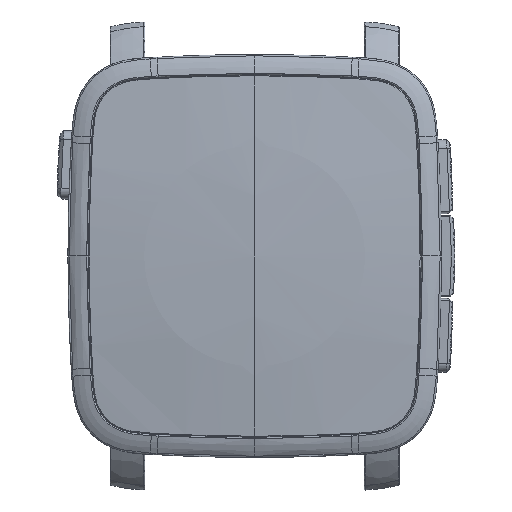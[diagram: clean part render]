
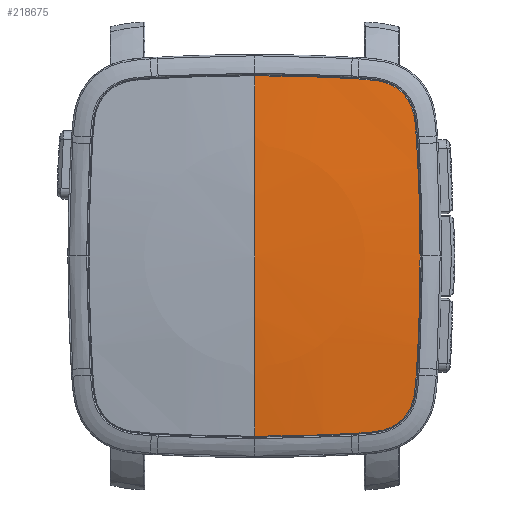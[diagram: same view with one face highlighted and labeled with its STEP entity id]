
A CAD part, front view. The second image highlights one B-rep face of the part: STEP entity #218675.
In plain terms, the highlighted spherical face has radius 170.964 mm.
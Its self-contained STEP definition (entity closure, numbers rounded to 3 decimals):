
#217875=CARTESIAN_POINT('',(-0.001,83.249,
78.152));
#217876=DIRECTION('',(-0.001,0.743,-0.669));
#217877=DIRECTION('',(0.08,-0.667,-0.741));
#217878=AXIS2_PLACEMENT_3D('',#217875,#217876,#217877);
#217880=CARTESIAN_POINT('',(0.,166.664,0.));
#217881=DIRECTION('',(-1.,0.,0.));
#217882=DIRECTION('',(0.,-0.994,-0.106));
#217883=AXIS2_PLACEMENT_3D('',#217880,#217881,#217882);
#217885=CARTESIAN_POINT('',(-0.001,83.249,
-78.152));
#217886=DIRECTION('',(-0.001,0.743,0.669));
#217887=DIRECTION('',(0.,-0.669,0.743));
#217888=AXIS2_PLACEMENT_3D('',#217885,#217886,#217887);
#217890=CARTESIAN_POINT('',(10.359,-3.059,
17.762));
#217891=CARTESIAN_POINT('',(10.608,-3.045,
17.748));
#217892=CARTESIAN_POINT('',(11.084,-3.018,
17.717));
#217893=CARTESIAN_POINT('',(11.726,-2.981,
17.66));
#217894=CARTESIAN_POINT('',(12.305,-2.948,
17.585));
#217895=CARTESIAN_POINT('',(12.809,-2.921,
17.482));
#217896=CARTESIAN_POINT('',(13.248,-2.901,
17.35));
#217897=CARTESIAN_POINT('',(13.661,-2.885,
17.18));
#217898=CARTESIAN_POINT('',(14.023,-2.875,
16.987));
#217899=CARTESIAN_POINT('',(14.342,-2.869,
16.777));
#217900=CARTESIAN_POINT('',(14.648,-2.867,
16.532));
#217901=CARTESIAN_POINT('',(14.947,-2.87,
16.236));
#217902=CARTESIAN_POINT('',(15.206,-2.877,
15.92));
#217903=CARTESIAN_POINT('',(15.425,-2.888,
15.59));
#217904=CARTESIAN_POINT('',(15.621,-2.903,
15.225));
#217905=CARTESIAN_POINT('',(15.793,-2.924,
14.81));
#217906=CARTESIAN_POINT('',(15.929,-2.95,
14.359));
#217907=CARTESIAN_POINT('',(16.034,-2.984,
13.834));
#217908=CARTESIAN_POINT('',(16.11,-3.023,
13.254));
#217909=CARTESIAN_POINT('',(16.168,-3.067,
12.6));
#217910=CARTESIAN_POINT('',(16.198,-3.096,
12.155));
#217911=CARTESIAN_POINT('',(16.212,-3.111,
11.928));
#217913=CARTESIAN_POINT('',(16.212,-3.111,
11.928));
#217914=CARTESIAN_POINT('',(16.237,-3.137,
11.529));
#217915=CARTESIAN_POINT('',(16.285,-3.185,
10.732));
#217916=CARTESIAN_POINT('',(16.348,-3.251,
9.535));
#217917=CARTESIAN_POINT('',(16.404,-3.309,
8.33));
#217918=CARTESIAN_POINT('',(16.452,-3.358,
7.147));
#217919=CARTESIAN_POINT('',(16.494,-3.4,
5.939));
#217920=CARTESIAN_POINT('',(16.527,-3.434,
4.76));
#217921=CARTESIAN_POINT('',(16.553,-3.461,
3.563));
#217922=CARTESIAN_POINT('',(16.571,-3.48,
2.377));
#217923=CARTESIAN_POINT('',(16.582,-3.491,
1.18));
#217924=CARTESIAN_POINT('',(16.585,-3.494,
0.394));
#217925=CARTESIAN_POINT('',(16.585,-3.494,
0.));
#217927=CARTESIAN_POINT('',(16.584,-3.493,
-0.387));
#217928=CARTESIAN_POINT('',(16.582,-3.492,
-1.16));
#217929=CARTESIAN_POINT('',(16.571,-3.479,
-2.679));
#217930=CARTESIAN_POINT('',(16.524,-3.432,
-4.989));
#217931=CARTESIAN_POINT('',(16.45,-3.356,
-7.295));
#217932=CARTESIAN_POINT('',(16.348,-3.25,
-9.611));
#217933=CARTESIAN_POINT('',(16.261,-3.161,
-11.153));
#217934=CARTESIAN_POINT('',(16.212,-3.111,
-11.928));
#217936=CARTESIAN_POINT('',(16.212,-3.111,
-11.928));
#217937=CARTESIAN_POINT('',(16.197,-3.095,
-12.173));
#217938=CARTESIAN_POINT('',(16.165,-3.064,
-12.64));
#217939=CARTESIAN_POINT('',(16.109,-3.023,
-13.256));
#217940=CARTESIAN_POINT('',(16.034,-2.984,
-13.836));
#217941=CARTESIAN_POINT('',(15.929,-2.95,
-14.355));
#217942=CARTESIAN_POINT('',(15.798,-2.925,
-14.792));
#217943=CARTESIAN_POINT('',(15.634,-2.904,
-15.198));
#217944=CARTESIAN_POINT('',(15.437,-2.888,
-15.57));
#217945=CARTESIAN_POINT('',(15.231,-2.878,
-15.884));
#217946=CARTESIAN_POINT('',(15.001,-2.871,
-16.174));
#217947=CARTESIAN_POINT('',(14.732,-2.868,
-16.454));
#217948=CARTESIAN_POINT('',(14.423,-2.868,
-16.717));
#217949=CARTESIAN_POINT('',(14.094,-2.874,
-16.945));
#217950=CARTESIAN_POINT('',(13.731,-2.883,
-17.147));
#217951=CARTESIAN_POINT('',(13.327,-2.898,
-17.322));
#217952=CARTESIAN_POINT('',(12.882,-2.917,
-17.464));
#217953=CARTESIAN_POINT('',(12.367,-2.944,
-17.575));
#217954=CARTESIAN_POINT('',(11.772,-2.978,
-17.656));
#217955=CARTESIAN_POINT('',(11.113,-3.017,
-17.715));
#217956=CARTESIAN_POINT('',(10.618,-3.045,
-17.747));
#217957=CARTESIAN_POINT('',(10.359,-3.059,
-17.762));
#217964=CARTESIAN_POINT('',(0.,166.664,0.));
#217965=DIRECTION('',(1.,0.,0.));
#217966=DIRECTION('',(0.,-0.994,0.106));
#217967=AXIS2_PLACEMENT_3D('',#217964,#217965,#217966);
#218530=CARTESIAN_POINT('',(16.584,-3.493,
-0.387));
#218531=CARTESIAN_POINT('',(16.584,-3.493,
-0.344));
#218532=CARTESIAN_POINT('',(16.583,-3.494,
-0.258));
#218533=CARTESIAN_POINT('',(16.586,-3.493,
-0.129));
#218534=CARTESIAN_POINT('',(16.585,-3.494,
-0.043));
#218535=CARTESIAN_POINT('',(16.585,-3.494,
0.));
#218579=CARTESIAN_POINT('',(10.359,-3.06,
-17.761));
#218580=CARTESIAN_POINT('',(0.,-3.344,
-18.065));
#218581=VERTEX_POINT('',#218579);
#218582=VERTEX_POINT('',#218580);
#218583=CARTESIAN_POINT('',(0.,-4.3,0.));
#218584=VERTEX_POINT('',#218583);
#218585=CARTESIAN_POINT('',(0.,-3.343,18.066));
#218586=VERTEX_POINT('',#218585);
#218587=CARTESIAN_POINT('',(10.359,-3.06,
17.761));
#218588=VERTEX_POINT('',#218587);
#218589=VERTEX_POINT('',#217911);
#218590=VERTEX_POINT('',#217925);
#218591=VERTEX_POINT('',#217927);
#218592=VERTEX_POINT('',#217934);
#218651=CARTESIAN_POINT('',(0.,166.664,0.));
#218652=DIRECTION('',(0.,-1.,0.));
#218653=DIRECTION('',(-1.,0.,0.023));
#218654=AXIS2_PLACEMENT_3D('',#218651,#218652,#218653);
#218655=SPHERICAL_SURFACE('',#218654,170.964);
#218656=ORIENTED_EDGE('',*,*,#218641,.T.);
#218658=ORIENTED_EDGE('',*,*,#218657,.T.);
#218660=ORIENTED_EDGE('',*,*,#218659,.F.);
#218662=ORIENTED_EDGE('',*,*,#218661,.T.);
#218664=ORIENTED_EDGE('',*,*,#218663,.T.);
#218666=ORIENTED_EDGE('',*,*,#218665,.T.);
#218668=ORIENTED_EDGE('',*,*,#218667,.F.);
#218670=ORIENTED_EDGE('',*,*,#218669,.T.);
#218672=ORIENTED_EDGE('',*,*,#218671,.T.);
#218673=EDGE_LOOP('',(#218656,#218658,#218660,#218662,#218664,#218666,#218668,
#218670,#218672));
#218674=FACE_OUTER_BOUND('',#218673,.F.);
#217879=CIRCLE('',#217878,129.445);
#217884=CIRCLE('',#217883,170.964);
#217889=CIRCLE('',#217888,129.445);
#217912=B_SPLINE_CURVE_WITH_KNOTS('',3,(#217890,#217891,#217892,#217893,#217894,
#217895,#217896,#217897,#217898,#217899,#217900,#217901,#217902,#217903,#217904,
#217905,#217906,#217907,#217908,#217909,#217910,#217911),.UNSPECIFIED.,.F.,.F.,(
4,1,1,1,1,1,1,1,1,1,1,1,1,1,1,1,1,1,1,4),(0.,0.053,
0.105,0.158,0.211,0.263,
0.316,0.368,0.421,0.474,
0.526,0.579,0.632,0.684,
0.737,0.789,0.842,0.895,
0.947,1.),.UNSPECIFIED.);
#217926=B_SPLINE_CURVE_WITH_KNOTS('',3,(#217913,#217914,#217915,#217916,#217917,
#217918,#217919,#217920,#217921,#217922,#217923,#217924,#217925),.UNSPECIFIED.,
.F.,.F.,(4,1,1,1,1,1,1,1,1,1,4),(0.,0.1,0.2,0.3,0.4,0.5,0.6,0.7,
0.8,0.9,1.),.UNSPECIFIED.);
#217935=B_SPLINE_CURVE_WITH_KNOTS('',3,(#217927,#217928,#217929,#217930,#217931,
#217932,#217933,#217934),.UNSPECIFIED.,.F.,.F.,(4,1,1,1,1,4),(0.,0.2,0.4,
0.6,0.8,1.),.UNSPECIFIED.);
#217958=B_SPLINE_CURVE_WITH_KNOTS('',3,(#217936,#217937,#217938,#217939,#217940,
#217941,#217942,#217943,#217944,#217945,#217946,#217947,#217948,#217949,#217950,
#217951,#217952,#217953,#217954,#217955,#217956,#217957),.UNSPECIFIED.,.F.,.F.,(
4,1,1,1,1,1,1,1,1,1,1,1,1,1,1,1,1,1,1,4),(0.,0.053,
0.105,0.158,0.211,0.263,
0.316,0.368,0.421,0.474,
0.526,0.579,0.632,0.684,
0.737,0.789,0.842,0.895,
0.947,1.),.UNSPECIFIED.);
#217968=CIRCLE('',#217967,170.964);
#218536=B_SPLINE_CURVE_WITH_KNOTS('',3,(#218530,#218531,#218532,#218533,#218534,
#218535),.UNSPECIFIED.,.F.,.F.,(4,1,1,4),(0.,0.333,
0.667,1.),.UNSPECIFIED.);
#218641=EDGE_CURVE('',#218581,#218582,#217879,.T.);
#218657=EDGE_CURVE('',#218582,#218584,#217884,.T.);
#218659=EDGE_CURVE('',#218586,#218584,#217968,.T.);
#218661=EDGE_CURVE('',#218586,#218588,#217889,.T.);
#218663=EDGE_CURVE('',#218588,#218589,#217912,.T.);
#218665=EDGE_CURVE('',#218589,#218590,#217926,.T.);
#218667=EDGE_CURVE('',#218591,#218590,#218536,.T.);
#218669=EDGE_CURVE('',#218591,#218592,#217935,.T.);
#218671=EDGE_CURVE('',#218592,#218581,#217958,.T.);
#218675=ADVANCED_FACE('',(#218674),#218655,.T.);
